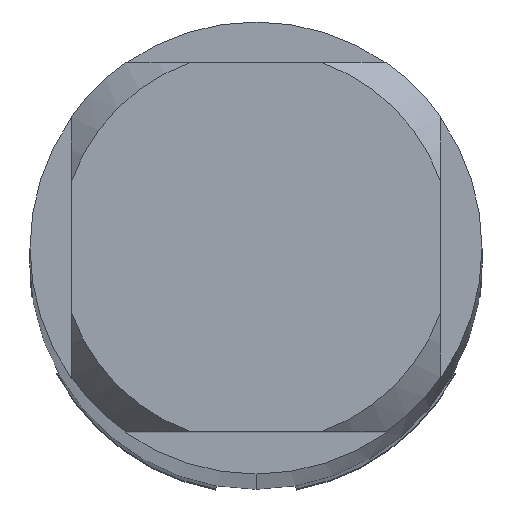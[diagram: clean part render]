
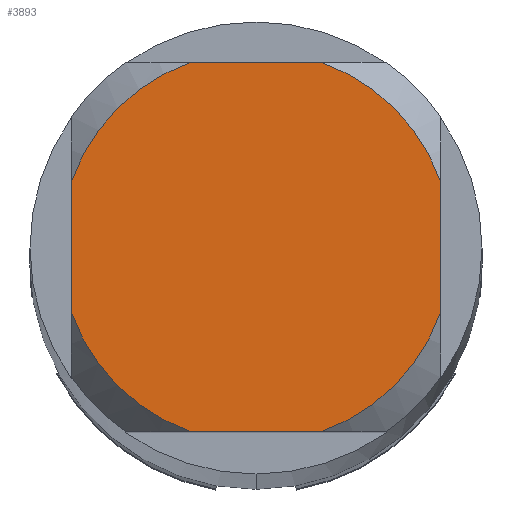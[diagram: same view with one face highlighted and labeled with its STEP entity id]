
A CAD part, top view. The second image highlights one B-rep face of the part: STEP entity #3893.
In plain terms, the highlighted planar face has unit normal (0, 0, 1).
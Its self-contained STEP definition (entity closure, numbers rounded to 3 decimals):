
#3143=EDGE_CURVE('',#7675,#4195,#8428,.T.);
#3197=EDGE_CURVE('',#4179,#7383,#8487,.T.);
#3893=ADVANCED_FACE('',(#9230),#9231,.T.);
#3909=EDGE_CURVE('',#4179,#4195,#9247,.T.);
#4017=EDGE_CURVE('',#7263,#4363,#9373,.T.);
#4179=VERTEX_POINT('',#9552);
#4195=VERTEX_POINT('',#9569);
#4363=VERTEX_POINT('',#9752);
#4979=EDGE_CURVE('',#7675,#7785,#10429,.T.);
#5631=EDGE_CURVE('',#6619,#4363,#11144,.T.);
#6343=EDGE_CURVE('',#6619,#7383,#11922,.T.);
#6619=VERTEX_POINT('',#12219);
#7263=VERTEX_POINT('',#12913);
#7289=EDGE_CURVE('',#7263,#7785,#12940,.T.);
#7383=VERTEX_POINT('',#13041);
#7675=VERTEX_POINT('',#13360);
#7785=VERTEX_POINT('',#13474);
#8428=LINE('',#14534,#14535);
#8487=LINE('',#14607,#14608);
#9230=FACE_OUTER_BOUND('',#15985,.T.);
#9231=PLANE('',#15986);
#9247=CIRCLE('',#16009,2.6);
#9373=CIRCLE('',#16232,2.6);
#9552=CARTESIAN_POINT('',(2.45,-0.87,0.0));
#9569=CARTESIAN_POINT('',(0.87,-2.45,0.0));
#9752=CARTESIAN_POINT('',(-0.87,2.45,0.0));
#10429=CIRCLE('',#18150,2.6);
#11144=LINE('',#19485,#19486);
#11922=CIRCLE('',#20959,2.6);
#12219=CARTESIAN_POINT('',(0.87,2.45,0.0));
#12913=CARTESIAN_POINT('',(-2.45,0.87,0.0));
#12940=LINE('',#22872,#22873);
#13041=CARTESIAN_POINT('',(2.45,0.87,0.0));
#13360=CARTESIAN_POINT('',(-0.87,-2.45,0.0));
#13474=CARTESIAN_POINT('',(-2.45,-0.87,0.0));
#14534=CARTESIAN_POINT('',(0.0,-2.45,0.0));
#14535=VECTOR('',#24733,1.0);
#14607=CARTESIAN_POINT('',(2.45,0.65,0.0));
#14608=VECTOR('',#24796,1.0);
#15985=EDGE_LOOP('',(#25469,#25470,#25471,#25472,#25473,#25474,#25475,#25476));
#15986=AXIS2_PLACEMENT_3D('',#25477,#25478,#25479);
#16009=AXIS2_PLACEMENT_3D('',#25488,#25489,#25490);
#16232=AXIS2_PLACEMENT_3D('',#25704,#25705,#25706);
#18150=AXIS2_PLACEMENT_3D('',#26911,#26912,#26913);
#19485=CARTESIAN_POINT('',(0.0,2.45,0.0));
#19486=VECTOR('',#27667,1.0);
#20959=AXIS2_PLACEMENT_3D('',#28582,#28583,#28584);
#22872=CARTESIAN_POINT('',(-2.45,0.65,0.0));
#22873=VECTOR('',#29617,1.0);
#24733=DIRECTION('',(1.0,0.0,0.0));
#24796=DIRECTION('',(-0.0,1.0,0.0));
#25469=ORIENTED_EDGE('',*,*,#7289,.T.);
#25470=ORIENTED_EDGE('',*,*,#4979,.F.);
#25471=ORIENTED_EDGE('',*,*,#3143,.T.);
#25472=ORIENTED_EDGE('',*,*,#3909,.F.);
#25473=ORIENTED_EDGE('',*,*,#3197,.T.);
#25474=ORIENTED_EDGE('',*,*,#6343,.F.);
#25475=ORIENTED_EDGE('',*,*,#5631,.T.);
#25476=ORIENTED_EDGE('',*,*,#4017,.F.);
#25477=CARTESIAN_POINT('',(0.0,1.3,0.0));
#25478=DIRECTION('',(-0.0,0.0,1.0));
#25479=DIRECTION('',(0.0,-1.0,0.0));
#25488=CARTESIAN_POINT('',(0.0,0.0,0.0));
#25489=DIRECTION('',(0.0,0.0,-1.0));
#25490=DIRECTION('',(0.0,1.0,0.0));
#25704=CARTESIAN_POINT('',(0.0,0.0,0.0));
#25705=DIRECTION('',(0.0,0.0,-1.0));
#25706=DIRECTION('',(0.0,1.0,0.0));
#26911=CARTESIAN_POINT('',(0.0,0.0,0.0));
#26912=DIRECTION('',(0.0,0.0,-1.0));
#26913=DIRECTION('',(0.0,1.0,0.0));
#27667=DIRECTION('',(-1.0,0.0,0.0));
#28582=CARTESIAN_POINT('',(0.0,0.0,0.0));
#28583=DIRECTION('',(0.0,0.0,-1.0));
#28584=DIRECTION('',(0.0,1.0,0.0));
#29617=DIRECTION('',(-0.0,-1.0,0.0));
